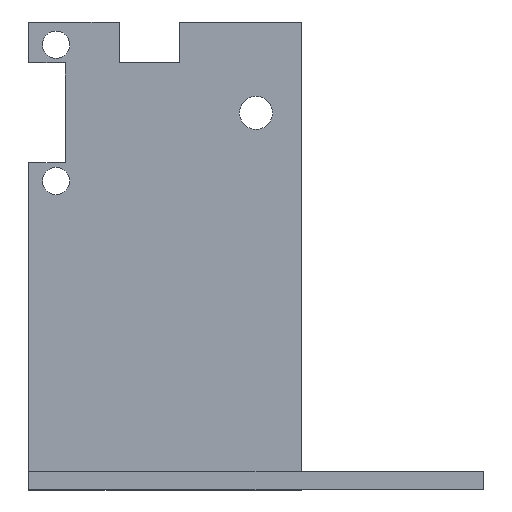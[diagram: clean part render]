
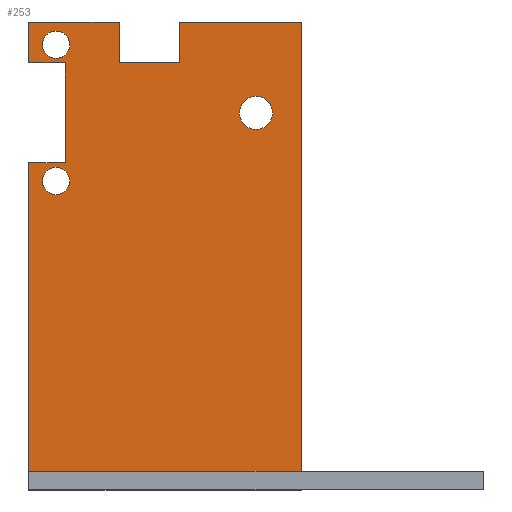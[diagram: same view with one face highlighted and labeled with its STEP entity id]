
A CAD part, top view. The second image highlights one B-rep face of the part: STEP entity #253.
In plain terms, the highlighted planar face has unit normal (0, 0, 1).
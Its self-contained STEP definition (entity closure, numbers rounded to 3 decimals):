
#13 = VECTOR ( 'NONE', #573, 1000. ) ;
#22 = VERTEX_POINT ( 'NONE', #242 ) ;
#33 = ORIENTED_EDGE ( 'NONE', *, *, #783, .F. ) ;
#45 = EDGE_CURVE ( 'NONE', #656, #640, #250, .T. ) ;
#47 = VECTOR ( 'NONE', #329, 1000. ) ;
#51 = CARTESIAN_POINT ( 'NONE',  ( -25., 36., -11. ) ) ;
#52 = ORIENTED_EDGE ( 'NONE', *, *, #705, .F. ) ;
#55 = CARTESIAN_POINT ( 'NONE',  ( -22., 34., -11. ) ) ;
#60 = LINE ( 'NONE', #366, #13 ) ;
#67 = CARTESIAN_POINT ( 'NONE',  ( 0., 41.5, -11. ) ) ;
#72 = VERTEX_POINT ( 'NONE', #79 ) ;
#79 = CARTESIAN_POINT ( 'NONE',  ( 5., 2., -11. ) ) ;
#99 = EDGE_CURVE ( 'NONE', #640, #545, #748, .T. ) ;
#103 = VERTEX_POINT ( 'NONE', #524 ) ;
#107 = CARTESIAN_POINT ( 'NONE',  ( -25., 51.5, -11. ) ) ;
#113 = DIRECTION ( 'NONE',  ( 0., 0., 1. ) ) ;
#126 = FACE_OUTER_BOUND ( 'NONE', #840, .T. ) ;
#130 = EDGE_LOOP ( 'NONE', ( #325, #414 ) ) ;
#136 = CIRCLE ( 'NONE', #313, 1.5 ) ;
#137 = VECTOR ( 'NONE', #526, 1000. ) ;
#139 = PLANE ( 'NONE',  #789 ) ;
#140 = ORIENTED_EDGE ( 'NONE', *, *, #210, .F. ) ;
#141 = VERTEX_POINT ( 'NONE', #829 ) ;
#145 = EDGE_CURVE ( 'NONE', #407, #499, #406, .T. ) ;
#157 = DIRECTION ( 'NONE',  ( 0., 0., 1. ) ) ;
#158 = CARTESIAN_POINT ( 'NONE',  ( -8.429, 51.5, -11. ) ) ;
#164 = CARTESIAN_POINT ( 'NONE',  ( -20.5, 34., -11. ) ) ;
#172 = CARTESIAN_POINT ( 'NONE',  ( -25., 47., -11. ) ) ;
#180 = VERTEX_POINT ( 'NONE', #158 ) ;
#186 = CIRCLE ( 'NONE', #434, 1.5 ) ;
#190 = VECTOR ( 'NONE', #669, 1000. ) ;
#191 = CARTESIAN_POINT ( 'NONE',  ( -21., 47., -11. ) ) ;
#193 = ORIENTED_EDGE ( 'NONE', *, *, #194, .T. ) ;
#194 = EDGE_CURVE ( 'NONE', #298, #630, #234, .T. ) ;
#210 = EDGE_CURVE ( 'NONE', #298, #656, #855, .T. ) ;
#211 = EDGE_CURVE ( 'NONE', #22, #352, #342, .T. ) ;
#215 = EDGE_CURVE ( 'NONE', #630, #72, #557, .T. ) ;
#229 = DIRECTION ( 'NONE',  ( 0., 0., 1. ) ) ;
#234 = LINE ( 'NONE', #910, #137 ) ;
#241 = EDGE_CURVE ( 'NONE', #563, #545, #869, .T. ) ;
#242 = CARTESIAN_POINT ( 'NONE',  ( -15.069, 47., -11. ) ) ;
#250 = LINE ( 'NONE', #921, #874 ) ;
#252 = LINE ( 'NONE', #417, #47 ) ;
#253 = ADVANCED_FACE ( 'NONE', ( #279, #804, #351, #126 ), #139, .F. ) ;
#269 = AXIS2_PLACEMENT_3D ( 'NONE', #520, #157, #609 ) ;
#279 = FACE_BOUND ( 'NONE', #130, .T. ) ;
#280 = ORIENTED_EDGE ( 'NONE', *, *, #301, .F. ) ;
#289 = CARTESIAN_POINT ( 'NONE',  ( -25., 51.5, -11. ) ) ;
#298 = VERTEX_POINT ( 'NONE', #51 ) ;
#301 = EDGE_CURVE ( 'NONE', #180, #141, #60, .T. ) ;
#302 = DIRECTION ( 'NONE',  ( 1., 0., 0. ) ) ;
#313 = AXIS2_PLACEMENT_3D ( 'NONE', #514, #671, #302 ) ;
#320 = DIRECTION ( 'NONE',  ( 1., 0., 0. ) ) ;
#325 = ORIENTED_EDGE ( 'NONE', *, *, #347, .F. ) ;
#329 = DIRECTION ( 'NONE',  ( 0., -1., 0. ) ) ;
#335 = CARTESIAN_POINT ( 'NONE',  ( -25., 2., -11. ) ) ;
#336 = CARTESIAN_POINT ( 'NONE',  ( -20.5, 49., -11. ) ) ;
#339 = CARTESIAN_POINT ( 'NONE',  ( -8.429, 51.5, -11. ) ) ;
#340 = CARTESIAN_POINT ( 'NONE',  ( -25., 36., -11. ) ) ;
#342 = LINE ( 'NONE', #786, #507 ) ;
#345 = ORIENTED_EDGE ( 'NONE', *, *, #602, .F. ) ;
#347 = EDGE_CURVE ( 'NONE', #443, #684, #965, .T. ) ;
#351 = FACE_BOUND ( 'NONE', #806, .T. ) ;
#352 = VERTEX_POINT ( 'NONE', #645 ) ;
#354 = EDGE_CURVE ( 'NONE', #563, #103, #959, .T. ) ;
#363 = DIRECTION ( 'NONE',  ( 0., 0., 1. ) ) ;
#366 = CARTESIAN_POINT ( 'NONE',  ( -25., 51.5, -11. ) ) ;
#375 = VECTOR ( 'NONE', #575, 1000. ) ;
#376 = CARTESIAN_POINT ( 'NONE',  ( -1.823, 41.5, -11. ) ) ;
#381 = LINE ( 'NONE', #742, #856 ) ;
#392 = VECTOR ( 'NONE', #871, 1000. ) ;
#405 = CIRCLE ( 'NONE', #269, 1.5 ) ;
#406 = CIRCLE ( 'NONE', #952, 1.823 ) ;
#407 = VERTEX_POINT ( 'NONE', #376 ) ;
#414 = ORIENTED_EDGE ( 'NONE', *, *, #503, .F. ) ;
#415 = CARTESIAN_POINT ( 'NONE',  ( -22., 49., -11. ) ) ;
#417 = CARTESIAN_POINT ( 'NONE',  ( 5., 51.5, -11. ) ) ;
#418 = DIRECTION ( 'NONE',  ( 1., 0., 0. ) ) ;
#429 = VERTEX_POINT ( 'NONE', #908 ) ;
#434 = AXIS2_PLACEMENT_3D ( 'NONE', #415, #113, #704 ) ;
#436 = DIRECTION ( 'NONE',  ( -1., 0., 0. ) ) ;
#438 = ORIENTED_EDGE ( 'NONE', *, *, #215, .T. ) ;
#443 = VERTEX_POINT ( 'NONE', #164 ) ;
#447 = ORIENTED_EDGE ( 'NONE', *, *, #635, .F. ) ;
#490 = CARTESIAN_POINT ( 'NONE',  ( -21., 36., -11. ) ) ;
#499 = VERTEX_POINT ( 'NONE', #898 ) ;
#503 = EDGE_CURVE ( 'NONE', #684, #443, #405, .T. ) ;
#504 = DIRECTION ( 'NONE',  ( 0., -1., 0. ) ) ;
#507 = VECTOR ( 'NONE', #418, 1000. ) ;
#511 = DIRECTION ( 'NONE',  ( 0., -1., 0. ) ) ;
#514 = CARTESIAN_POINT ( 'NONE',  ( -22., 49., -11. ) ) ;
#519 = VECTOR ( 'NONE', #699, 1000. ) ;
#520 = CARTESIAN_POINT ( 'NONE',  ( -22., 34., -11. ) ) ;
#524 = CARTESIAN_POINT ( 'NONE',  ( -15.069, 51.5, -11. ) ) ;
#526 = DIRECTION ( 'NONE',  ( 0., -1., 0. ) ) ;
#529 = EDGE_CURVE ( 'NONE', #352, #180, #689, .T. ) ;
#538 = AXIS2_PLACEMENT_3D ( 'NONE', #55, #363, #881 ) ;
#541 = DIRECTION ( 'NONE',  ( 0., 1., 0. ) ) ;
#545 = VERTEX_POINT ( 'NONE', #172 ) ;
#557 = LINE ( 'NONE', #335, #834 ) ;
#563 = VERTEX_POINT ( 'NONE', #107 ) ;
#570 = CARTESIAN_POINT ( 'NONE',  ( -25., 51.5, -11. ) ) ;
#573 = DIRECTION ( 'NONE',  ( 1., 0., 0. ) ) ;
#574 = ORIENTED_EDGE ( 'NONE', *, *, #354, .F. ) ;
#575 = DIRECTION ( 'NONE',  ( 1., 0., 0. ) ) ;
#602 = EDGE_CURVE ( 'NONE', #429, #913, #186, .T. ) ;
#609 = DIRECTION ( 'NONE',  ( 1., 0., 0. ) ) ;
#625 = ORIENTED_EDGE ( 'NONE', *, *, #529, .F. ) ;
#630 = VERTEX_POINT ( 'NONE', #764 ) ;
#635 = EDGE_CURVE ( 'NONE', #141, #72, #252, .T. ) ;
#640 = VERTEX_POINT ( 'NONE', #191 ) ;
#641 = ORIENTED_EDGE ( 'NONE', *, *, #99, .F. ) ;
#645 = CARTESIAN_POINT ( 'NONE',  ( -8.429, 47., -11. ) ) ;
#656 = VERTEX_POINT ( 'NONE', #490 ) ;
#659 = AXIS2_PLACEMENT_3D ( 'NONE', #67, #807, #668 ) ;
#668 = DIRECTION ( 'NONE',  ( 1., 0., 0. ) ) ;
#669 = DIRECTION ( 'NONE',  ( -1., 0., 0. ) ) ;
#671 = DIRECTION ( 'NONE',  ( 0., 0., 1. ) ) ;
#684 = VERTEX_POINT ( 'NONE', #700 ) ;
#689 = LINE ( 'NONE', #339, #519 ) ;
#699 = DIRECTION ( 'NONE',  ( 0., 1., 0. ) ) ;
#700 = CARTESIAN_POINT ( 'NONE',  ( -23.5, 34., -11. ) ) ;
#704 = DIRECTION ( 'NONE',  ( 1., 0., 0. ) ) ;
#705 = EDGE_CURVE ( 'NONE', #103, #22, #381, .T. ) ;
#726 = DIRECTION ( 'NONE',  ( 0., 0., -1. ) ) ;
#736 = VECTOR ( 'NONE', #504, 1000. ) ;
#742 = CARTESIAN_POINT ( 'NONE',  ( -15.069, 51.5, -11. ) ) ;
#748 = LINE ( 'NONE', #907, #190 ) ;
#764 = CARTESIAN_POINT ( 'NONE',  ( -25., 2., -11. ) ) ;
#777 = EDGE_CURVE ( 'NONE', #499, #407, #941, .T. ) ;
#783 = EDGE_CURVE ( 'NONE', #913, #429, #136, .T. ) ;
#786 = CARTESIAN_POINT ( 'NONE',  ( -15.069, 47., -11. ) ) ;
#789 = AXIS2_PLACEMENT_3D ( 'NONE', #570, #726, #436 ) ;
#796 = CARTESIAN_POINT ( 'NONE',  ( -25., 51.5, -11. ) ) ;
#804 = FACE_BOUND ( 'NONE', #833, .T. ) ;
#806 = EDGE_LOOP ( 'NONE', ( #33, #345 ) ) ;
#807 = DIRECTION ( 'NONE',  ( 0., 0., 1. ) ) ;
#817 = CARTESIAN_POINT ( 'NONE',  ( 0., 41.5, -11. ) ) ;
#828 = ORIENTED_EDGE ( 'NONE', *, *, #241, .T. ) ;
#829 = CARTESIAN_POINT ( 'NONE',  ( 5., 51.5, -11. ) ) ;
#830 = ORIENTED_EDGE ( 'NONE', *, *, #45, .F. ) ;
#833 = EDGE_LOOP ( 'NONE', ( #935, #933 ) ) ;
#834 = VECTOR ( 'NONE', #931, 1000. ) ;
#840 = EDGE_LOOP ( 'NONE', ( #828, #641, #830, #140, #193, #438, #447, #280, #625, #892, #52, #574 ) ) ;
#855 = LINE ( 'NONE', #340, #392 ) ;
#856 = VECTOR ( 'NONE', #511, 1000. ) ;
#869 = LINE ( 'NONE', #796, #736 ) ;
#871 = DIRECTION ( 'NONE',  ( 1., 0., 0. ) ) ;
#874 = VECTOR ( 'NONE', #541, 1000. ) ;
#881 = DIRECTION ( 'NONE',  ( 1., 0., 0. ) ) ;
#892 = ORIENTED_EDGE ( 'NONE', *, *, #211, .F. ) ;
#898 = CARTESIAN_POINT ( 'NONE',  ( 1.823, 41.5, -11. ) ) ;
#907 = CARTESIAN_POINT ( 'NONE',  ( -25., 47., -11. ) ) ;
#908 = CARTESIAN_POINT ( 'NONE',  ( -23.5, 49., -11. ) ) ;
#910 = CARTESIAN_POINT ( 'NONE',  ( -25., 51.5, -11. ) ) ;
#913 = VERTEX_POINT ( 'NONE', #336 ) ;
#921 = CARTESIAN_POINT ( 'NONE',  ( -21., 47., -11. ) ) ;
#931 = DIRECTION ( 'NONE',  ( 1., 0., 0. ) ) ;
#933 = ORIENTED_EDGE ( 'NONE', *, *, #145, .F. ) ;
#935 = ORIENTED_EDGE ( 'NONE', *, *, #777, .F. ) ;
#941 = CIRCLE ( 'NONE', #659, 1.823 ) ;
#952 = AXIS2_PLACEMENT_3D ( 'NONE', #817, #229, #320 ) ;
#959 = LINE ( 'NONE', #289, #375 ) ;
#965 = CIRCLE ( 'NONE', #538, 1.5 ) ;
